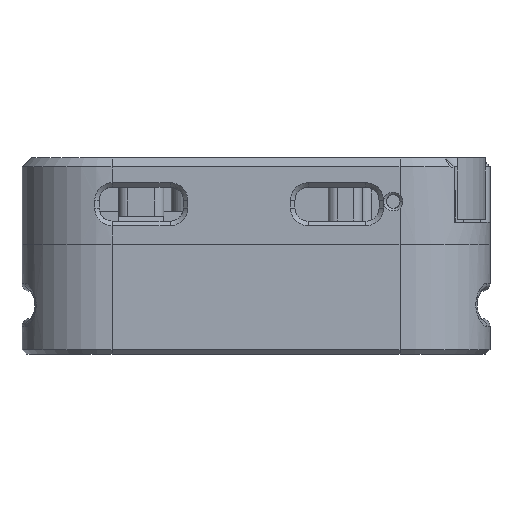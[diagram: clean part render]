
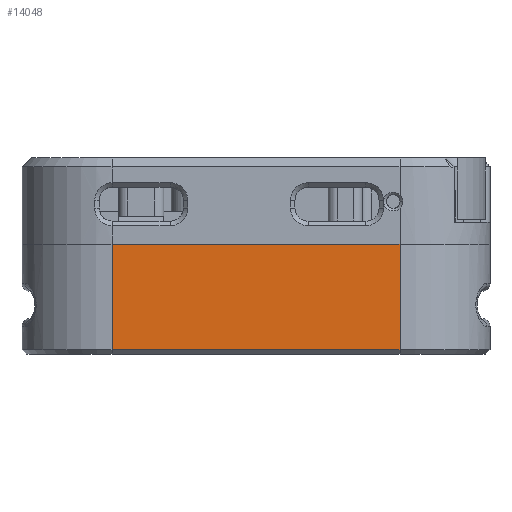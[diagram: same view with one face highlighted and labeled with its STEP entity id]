
A CAD part, front view. The second image highlights one B-rep face of the part: STEP entity #14048.
In plain terms, the highlighted planar face has unit normal (0, -1, 0).
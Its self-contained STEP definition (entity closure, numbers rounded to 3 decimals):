
#911=PLANE('',#15125);
#2064=LINE('',#25793,#3418);
#2073=LINE('',#25852,#3427);
#2077=LINE('',#25931,#3431);
#2205=LINE('',#26301,#3559);
#3418=VECTOR('',#18028,10.);
#3427=VECTOR('',#18059,1.);
#3431=VECTOR('',#18077,1.);
#3559=VECTOR('',#18415,1.);
#4520=FACE_OUTER_BOUND('',#5320,.T.);
#5320=EDGE_LOOP('',(#13066,#13067,#13068,#13069));
#6920=VERTEX_POINT('',#25787);
#6921=VERTEX_POINT('',#25791);
#6931=VERTEX_POINT('',#25851);
#6941=VERTEX_POINT('',#25929);
#8838=EDGE_CURVE('',#6920,#6921,#2064,.T.);
#8853=EDGE_CURVE('',#6921,#6931,#2073,.T.);
#8865=EDGE_CURVE('',#6920,#6941,#2077,.T.);
#9037=EDGE_CURVE('',#6941,#6931,#2205,.T.);
#13066=ORIENTED_EDGE('',*,*,#8838,.F.);
#13067=ORIENTED_EDGE('',*,*,#8865,.T.);
#13068=ORIENTED_EDGE('',*,*,#9037,.T.);
#13069=ORIENTED_EDGE('',*,*,#8853,.F.);
#14048=ADVANCED_FACE('',(#4520),#911,.T.);
#15125=AXIS2_PLACEMENT_3D('',#26683,#18508,#18509);
#18028=DIRECTION('',(-1.,0.,0.));
#18059=DIRECTION('',(0.,0.,1.));
#18077=DIRECTION('',(0.,0.,1.));
#18415=DIRECTION('',(-1.,0.,0.));
#18508=DIRECTION('center_axis',(0.,-1.,0.));
#18509=DIRECTION('ref_axis',(-1.,0.,0.));
#25787=CARTESIAN_POINT('',(16.,-26.,0.4));
#25791=CARTESIAN_POINT('',(-16.,-26.,0.4));
#25793=CARTESIAN_POINT('',(13.,-26.,0.4));
#25851=CARTESIAN_POINT('',(-16.,-26.,12.1));
#25852=CARTESIAN_POINT('',(-16.,-26.,0.));
#25929=CARTESIAN_POINT('',(16.,-26.,12.1));
#25931=CARTESIAN_POINT('',(16.,-26.,0.));
#26301=CARTESIAN_POINT('',(13.,-26.,12.1));
#26683=CARTESIAN_POINT('Origin',(26.,-26.,0.));
